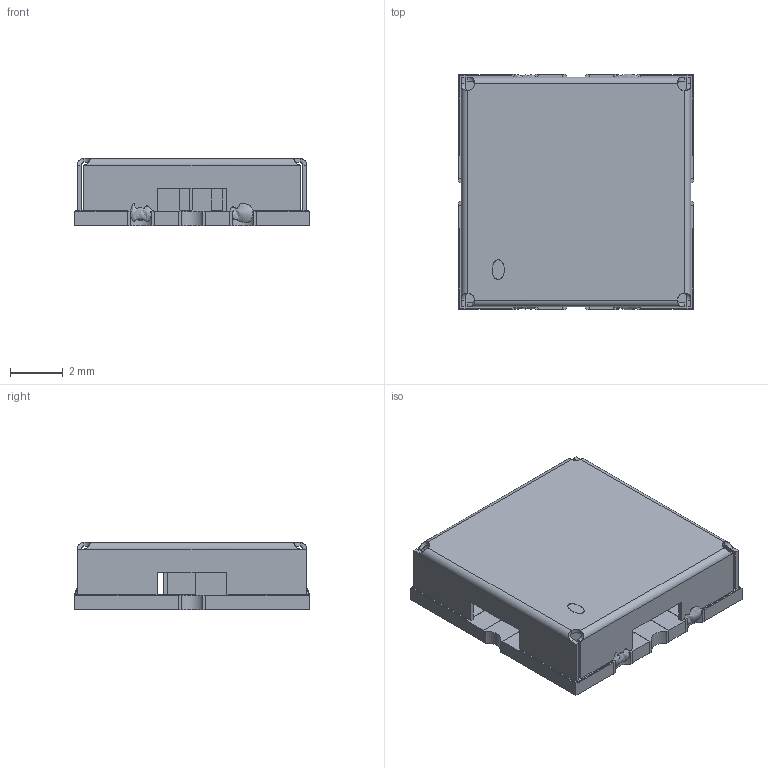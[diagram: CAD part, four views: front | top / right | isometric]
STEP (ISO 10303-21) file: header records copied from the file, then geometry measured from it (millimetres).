
FILE_DESCRIPTION (( 'STEP AP214' ), '1' );
FILE_NAME ('User Library-RBP-275+.STEP', '2022-03-08T11:18:50', ( '' ), ( '' ), 'SwSTEP 2.0', 'SolidWorks 2021', '' );
FILE_SCHEMA (( 'AUTOMOTIVE_DESIGN' ));
Length unit declared in the file: millimetre
Products named in the file (1): User Library-RBP-275+
Bounding box: 8.91 x 8.93 x 2.54 mm (x, y, z)
Volume: 80.8 mm3; surface area: 526.6 mm2
Topology: 1 solids, 1 shells, 330 faces, 950 edges, 618 vertices
Faces by surface type: plane 289, cylinder 21, bspline 20
Entity records: 19507 total; most frequent: CARTESIAN_POINT 7658, ORIENTED_EDGE 1900, DIRECTION 1370, EDGE_CURVE 950, VECTOR 740, LINE 740, VERTEX_POINT 618, EDGE_LOOP 340
